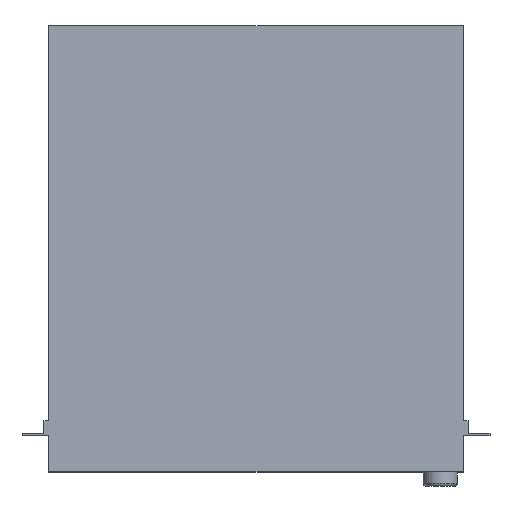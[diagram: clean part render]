
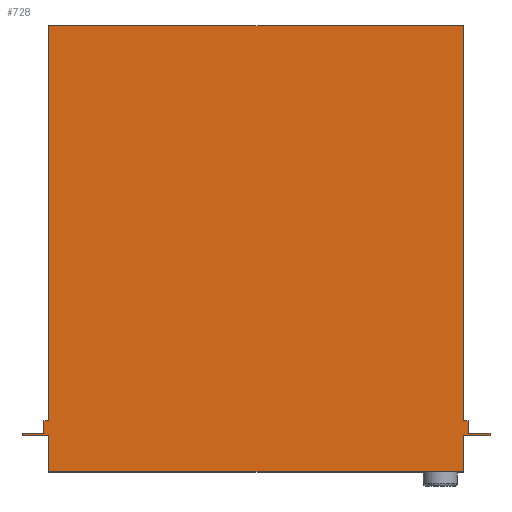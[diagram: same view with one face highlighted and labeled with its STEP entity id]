
A CAD part, top view. The second image highlights one B-rep face of the part: STEP entity #728.
In plain terms, the highlighted planar face has unit normal (0, 0, 1).
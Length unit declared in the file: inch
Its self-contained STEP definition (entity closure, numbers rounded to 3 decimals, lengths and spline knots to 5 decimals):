
#45=PLANE('',#800);
#65=LINE('',#1053,#154);
#72=LINE('',#1066,#161);
#76=LINE('',#1073,#165);
#78=LINE('',#1078,#167);
#83=LINE('',#1087,#172);
#84=LINE('',#1090,#173);
#89=LINE('',#1099,#178);
#108=LINE('',#1147,#197);
#113=LINE('',#1156,#202);
#118=LINE('',#1166,#207);
#120=LINE('',#1171,#209);
#124=LINE('',#1179,#213);
#128=LINE('',#1186,#217);
#129=LINE('',#1189,#218);
#133=LINE('',#1195,#222);
#135=LINE('',#1198,#224);
#154=VECTOR('',#860,0.3937);
#161=VECTOR('',#871,0.3937);
#165=VECTOR('',#877,0.3937);
#167=VECTOR('',#883,0.3937);
#172=VECTOR('',#890,0.3937);
#173=VECTOR('',#893,0.3937);
#178=VECTOR('',#900,0.3937);
#197=VECTOR('',#941,0.3937);
#202=VECTOR('',#948,0.3937);
#207=VECTOR('',#957,0.3937);
#209=VECTOR('',#961,0.3937);
#213=VECTOR('',#969,0.3937);
#217=VECTOR('',#975,0.3937);
#218=VECTOR('',#978,0.3937);
#222=VECTOR('',#984,0.3937);
#224=VECTOR('',#988,0.3937);
#265=FACE_OUTER_BOUND('',#303,.T.);
#303=EDGE_LOOP('',(#660,#661,#662,#663,#664,#665,#666,#667,#668,#669,#670,
#671,#672,#673,#674,#675));
#338=VERTEX_POINT('',#1050);
#339=VERTEX_POINT('',#1052);
#343=VERTEX_POINT('',#1064);
#345=VERTEX_POINT('',#1071);
#346=VERTEX_POINT('',#1077);
#349=VERTEX_POINT('',#1085);
#350=VERTEX_POINT('',#1089);
#353=VERTEX_POINT('',#1097);
#370=VERTEX_POINT('',#1144);
#371=VERTEX_POINT('',#1146);
#374=VERTEX_POINT('',#1154);
#377=VERTEX_POINT('',#1164);
#379=VERTEX_POINT('',#1170);
#381=VERTEX_POINT('',#1178);
#383=VERTEX_POINT('',#1184);
#384=VERTEX_POINT('',#1188);
#413=EDGE_CURVE('',#338,#339,#65,.T.);
#420=EDGE_CURVE('',#343,#338,#72,.T.);
#424=EDGE_CURVE('',#345,#343,#76,.T.);
#426=EDGE_CURVE('',#339,#346,#78,.T.);
#431=EDGE_CURVE('',#349,#345,#83,.T.);
#432=EDGE_CURVE('',#350,#346,#84,.T.);
#437=EDGE_CURVE('',#349,#353,#89,.T.);
#460=EDGE_CURVE('',#371,#370,#108,.T.);
#465=EDGE_CURVE('',#370,#374,#113,.T.);
#470=EDGE_CURVE('',#374,#377,#118,.T.);
#472=EDGE_CURVE('',#379,#371,#120,.T.);
#476=EDGE_CURVE('',#381,#379,#124,.T.);
#480=EDGE_CURVE('',#377,#383,#128,.T.);
#481=EDGE_CURVE('',#384,#381,#129,.T.);
#485=EDGE_CURVE('',#383,#350,#133,.T.);
#487=EDGE_CURVE('',#353,#384,#135,.T.);
#660=ORIENTED_EDGE('',*,*,#432,.T.);
#661=ORIENTED_EDGE('',*,*,#426,.F.);
#662=ORIENTED_EDGE('',*,*,#413,.F.);
#663=ORIENTED_EDGE('',*,*,#420,.F.);
#664=ORIENTED_EDGE('',*,*,#424,.F.);
#665=ORIENTED_EDGE('',*,*,#431,.F.);
#666=ORIENTED_EDGE('',*,*,#437,.T.);
#667=ORIENTED_EDGE('',*,*,#487,.T.);
#668=ORIENTED_EDGE('',*,*,#481,.T.);
#669=ORIENTED_EDGE('',*,*,#476,.T.);
#670=ORIENTED_EDGE('',*,*,#472,.T.);
#671=ORIENTED_EDGE('',*,*,#460,.T.);
#672=ORIENTED_EDGE('',*,*,#465,.T.);
#673=ORIENTED_EDGE('',*,*,#470,.T.);
#674=ORIENTED_EDGE('',*,*,#480,.T.);
#675=ORIENTED_EDGE('',*,*,#485,.T.);
#728=ADVANCED_FACE('',(#265),#45,.T.);
#800=AXIS2_PLACEMENT_3D('',#1199,#989,#990);
#860=DIRECTION('',(0.,-1.,0.));
#871=DIRECTION('',(1.,0.,0.));
#877=DIRECTION('',(0.,-1.,0.));
#883=DIRECTION('',(-1.,0.,0.));
#890=DIRECTION('',(1.,0.,0.));
#893=DIRECTION('',(0.,1.,0.));
#900=DIRECTION('',(0.,1.,0.));
#941=DIRECTION('',(-1.,0.,0.));
#948=DIRECTION('',(0.,-1.,0.));
#957=DIRECTION('',(1.,0.,0.));
#961=DIRECTION('',(0.,-1.,0.));
#969=DIRECTION('',(-1.,0.,0.));
#975=DIRECTION('',(0.,-1.,0.));
#978=DIRECTION('',(0.,-1.,0.));
#984=DIRECTION('',(1.,0.,0.));
#988=DIRECTION('',(-1.,0.,0.));
#989=DIRECTION('center_axis',(0.,0.,1.));
#990=DIRECTION('ref_axis',(1.,0.,0.));
#1050=CARTESIAN_POINT('',(17.85547,1.5685,8.7));
#1052=CARTESIAN_POINT('',(17.85547,1.4685,8.7));
#1053=CARTESIAN_POINT('',(17.85547,1.5685,8.7));
#1064=CARTESIAN_POINT('',(16.97,1.5685,8.7));
#1066=CARTESIAN_POINT('',(16.97,1.5685,8.7));
#1071=CARTESIAN_POINT('',(16.97,2.0685,8.7));
#1073=CARTESIAN_POINT('',(16.97,2.0685,8.7));
#1077=CARTESIAN_POINT('',(16.77,1.4685,8.7));
#1078=CARTESIAN_POINT('',(17.85547,1.4685,8.7));
#1085=CARTESIAN_POINT('',(16.77,2.0685,8.7));
#1087=CARTESIAN_POINT('',(16.77,2.0685,8.7));
#1089=CARTESIAN_POINT('',(16.77,0.,8.7));
#1090=CARTESIAN_POINT('',(16.77,0.,8.7));
#1097=CARTESIAN_POINT('',(16.77,18.06,8.7));
#1099=CARTESIAN_POINT('',(16.77,0.,8.7));
#1144=CARTESIAN_POINT('',(-1.08547,1.5685,8.7));
#1146=CARTESIAN_POINT('',(-0.2,1.5685,8.7));
#1147=CARTESIAN_POINT('',(-0.2,1.5685,8.7));
#1154=CARTESIAN_POINT('',(-1.08547,1.4685,8.7));
#1156=CARTESIAN_POINT('',(-1.08547,1.5685,8.7));
#1164=CARTESIAN_POINT('',(0.,1.4685,8.7));
#1166=CARTESIAN_POINT('',(-1.08547,1.4685,8.7));
#1170=CARTESIAN_POINT('',(-0.2,2.0685,8.7));
#1171=CARTESIAN_POINT('',(-0.2,2.0685,8.7));
#1178=CARTESIAN_POINT('',(0.,2.0685,8.7));
#1179=CARTESIAN_POINT('',(0.,2.0685,8.7));
#1184=CARTESIAN_POINT('',(0.,0.,8.7));
#1186=CARTESIAN_POINT('',(0.,18.06,8.7));
#1188=CARTESIAN_POINT('',(0.,18.06,8.7));
#1189=CARTESIAN_POINT('',(0.,18.06,8.7));
#1195=CARTESIAN_POINT('',(0.,0.,8.7));
#1198=CARTESIAN_POINT('',(16.77,18.06,8.7));
#1199=CARTESIAN_POINT('Origin',(8.385,9.03,8.7));
